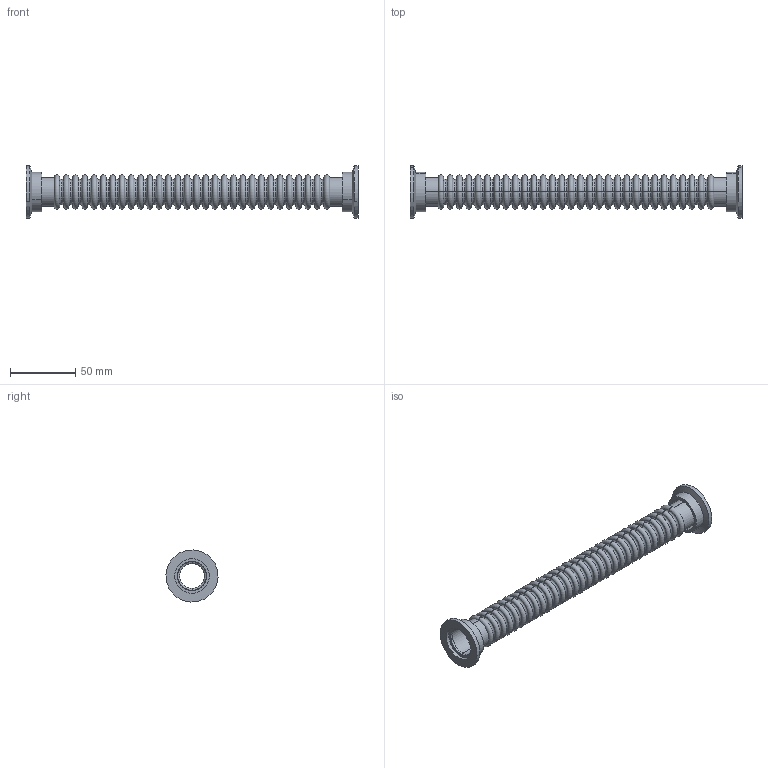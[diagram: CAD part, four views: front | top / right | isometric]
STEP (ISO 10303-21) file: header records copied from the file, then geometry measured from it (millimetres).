
FILE_DESCRIPTION (( 'STEP AP214' ), '1' );
FILE_NAME ('722021.STEP', '2024-01-07T05:20:06', ( '' ), ( '' ), 'SwSTEP 2.0', 'SolidWorks 2022', '' );
FILE_SCHEMA (( 'AUTOMOTIVE_DESIGN' ));
Length unit declared in the file: inch
Products named in the file (3): 713002; 02; 722021
Assembly tree (3 placements, depth 2):
  722021
    02
    713002  x2
Bounding box: 254 x 39.84 x 39.84 mm (x, y, z)
Volume: 13169.2 mm3; surface area: 59837.5 mm2
Topology: 3 solids, 3 shells, 394 faces, 788 edges, 404 vertices
Faces by surface type: torus 352, cylinder 28, plane 10, cone 4
Entity records: 9976 total; most frequent: DIRECTION 2260, CARTESIAN_POINT 1524, ORIENTED_EDGE 1512, AXIS2_PLACEMENT_3D 1120, EDGE_CURVE 756, CIRCLE 736, EDGE_LOOP 384, VERTEX_POINT 384
